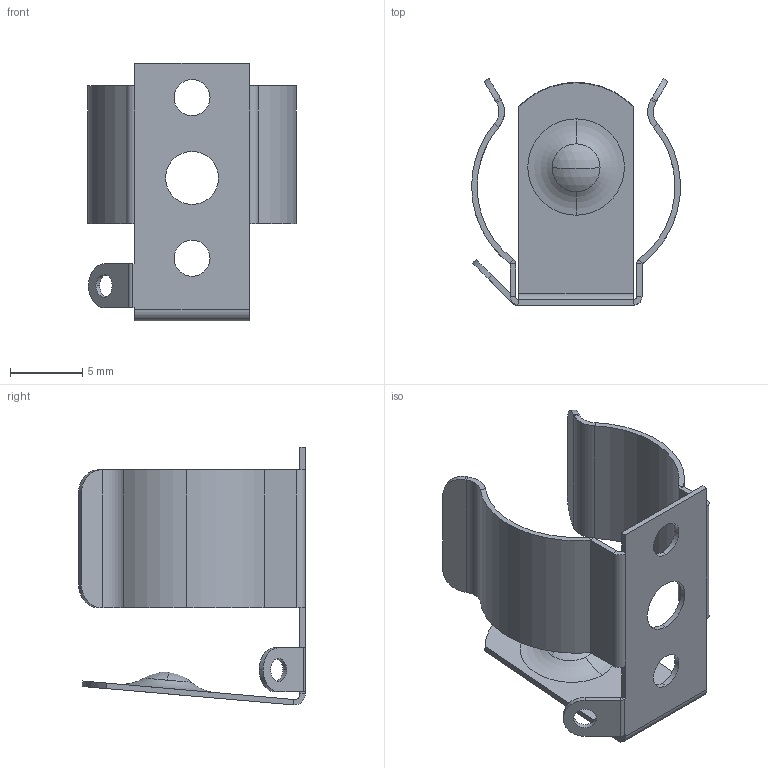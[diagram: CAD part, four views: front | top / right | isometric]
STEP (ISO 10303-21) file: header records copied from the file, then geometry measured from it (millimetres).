
FILE_DESCRIPTION (( 'STEP AP214' ), '1' );
FILE_NAME ('99.STEP', '2008-11-06T16:19:02', ( 'Richard Maletta' ), ( '' ), 'SwSTEP 2.0', 'SolidWorks 2008', '' );
FILE_SCHEMA (( 'AUTOMOTIVE_DESIGN' ));
Length unit declared in the file: inch
Products named in the file (1): 99
Bounding box: 14.43 x 15.66 x 17.82 mm (x, y, z)
Volume: 217.8 mm3; surface area: 1213.1 mm2
Topology: 1 solids, 1 shells, 101 faces, 229 edges, 132 vertices
Faces by surface type: plane 56, cylinder 37, sphere 4, torus 4
Entity records: 2824 total; most frequent: DIRECTION 527, CARTESIAN_POINT 463, ORIENTED_EDGE 458, EDGE_CURVE 229, AXIS2_PLACEMENT_3D 196, VECTOR 135, LINE 135, VERTEX_POINT 132
